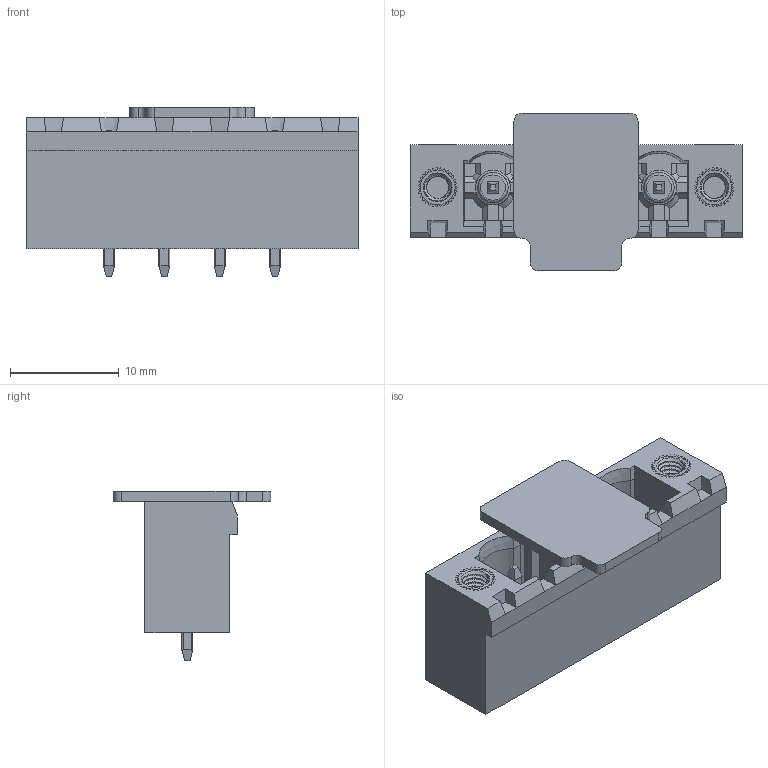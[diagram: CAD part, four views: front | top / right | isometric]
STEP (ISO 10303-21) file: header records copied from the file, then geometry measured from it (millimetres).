
FILE_DESCRIPTION(/* description */ ('Unknown'),/* implementation_level */ '2;1');
FILE_NAME(/* name */ '691701520004B',/* time_stamp */ '2024-01-04T17:23:24+01:00',/* author */ ('Unknown'),/* organization */ ('Unknown'),/* preprocessor_version */ 'ST-DEVELOPER v18.102',/* originating_system */ 'Solid Edge',/* authorisation */ 'Unknown');
FILE_SCHEMA (('AUTOMOTIVE_DESIGN {1 0 10303 214 3 1 1}'));
Length unit declared in the file: millimetre
Products named in the file (5): 6917015200xxB; 691701520004B; 6917015000xxB_Pin; 6917015200xxB_Thread; 6917015000xxB_CAP
Assembly tree (8 placements, depth 2):
  6917015200xxB
    691701520004B
    6917015000xxB_Pin  x4
    6917015200xxB_Thread  x2
    6917015000xxB_CAP
Bounding box: 30.48 x 14.5 x 15.58 mm (x, y, z)
Volume: 1827.2 mm3; surface area: 3728.2 mm2
Topology: 8 solids, 8 shells, 841 faces, 2312 edges, 1510 vertices
Faces by surface type: plane 611, cylinder 174, cone 38, torus 8, bspline 6, sphere 4
Full cylindrical faces by diameter (mm): 3.18 x2, 3.2 x2
Entity records: 20204 total; most frequent: CARTESIAN_POINT 5551, ORIENTED_EDGE 3070, DIRECTION 2872, EDGE_CURVE 1535, LINE 1164, VECTOR 1164, VERTEX_POINT 1005, AXIS2_PLACEMENT_3D 854
